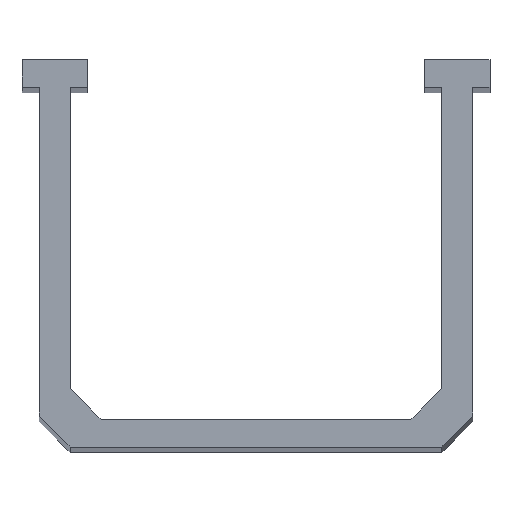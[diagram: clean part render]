
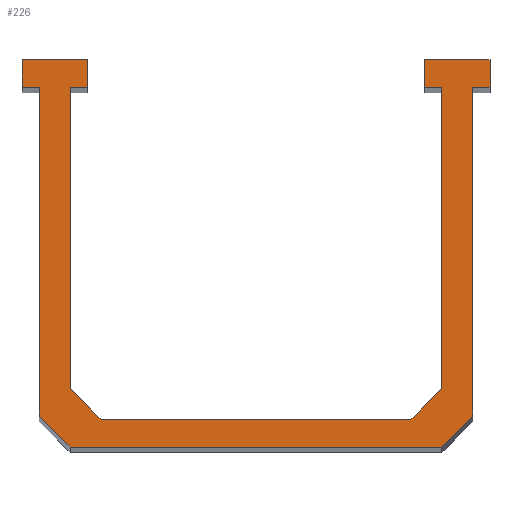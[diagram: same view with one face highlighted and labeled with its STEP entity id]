
A CAD part, top view. The second image highlights one B-rep face of the part: STEP entity #226.
In plain terms, the highlighted planar face has unit normal (0, 0, 1).
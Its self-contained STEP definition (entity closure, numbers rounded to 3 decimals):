
#1 = VERTEX_POINT ( 'NONE', #256 ) ;
#7 = DIRECTION ( 'NONE',  ( 1., 0., 0. ) ) ;
#12 = DIRECTION ( 'NONE',  ( 0., 1., 0. ) ) ;
#16 = VERTEX_POINT ( 'NONE', #458 ) ;
#25 = EDGE_CURVE ( 'NONE', #615, #815, #265, .T. ) ;
#31 = VERTEX_POINT ( 'NONE', #480 ) ;
#32 = ORIENTED_EDGE ( 'NONE', *, *, #721, .F. ) ;
#33 = DIRECTION ( 'NONE',  ( -0.707, 0.707, 0. ) ) ;
#37 = CARTESIAN_POINT ( 'NONE',  ( -14., 10.714, 200. ) ) ;
#45 = DIRECTION ( 'NONE',  ( 0., 1., 0. ) ) ;
#50 = CARTESIAN_POINT ( 'NONE',  ( 12., -12.5, 200. ) ) ;
#51 = VERTEX_POINT ( 'NONE', #395 ) ;
#58 = VERTEX_POINT ( 'NONE', #698 ) ;
#71 = CARTESIAN_POINT ( 'NONE',  ( 10.9, 10.714, 200. ) ) ;
#74 = EDGE_CURVE ( 'NONE', #58, #815, #94, .T. ) ;
#93 = EDGE_CURVE ( 'NONE', #648, #220, #171, .T. ) ;
#94 = LINE ( 'NONE', #102, #156 ) ;
#98 = ORIENTED_EDGE ( 'NONE', *, *, #74, .T. ) ;
#102 = CARTESIAN_POINT ( 'NONE',  ( 10., -10.714, 200. ) ) ;
#105 = VECTOR ( 'NONE', #730, 1000. ) ;
#108 = EDGE_CURVE ( 'NONE', #464, #247, #467, .T. ) ;
#114 = LINE ( 'NONE', #398, #635 ) ;
#117 = CARTESIAN_POINT ( 'NONE',  ( 0., -10.714, 200. ) ) ;
#126 = CARTESIAN_POINT ( 'NONE',  ( -12., -8.714, 200. ) ) ;
#127 = EDGE_CURVE ( 'NONE', #615, #626, #204, .T. ) ;
#141 = ORIENTED_EDGE ( 'NONE', *, *, #441, .F. ) ;
#144 = CARTESIAN_POINT ( 'NONE',  ( 0., 10.714, 200. ) ) ;
#145 = VERTEX_POINT ( 'NONE', #486 ) ;
#147 = CARTESIAN_POINT ( 'NONE',  ( 15.1, 12.5, 200. ) ) ;
#148 = VECTOR ( 'NONE', #869, 1000. ) ;
#149 = ORIENTED_EDGE ( 'NONE', *, *, #361, .F. ) ;
#155 = ORIENTED_EDGE ( 'NONE', *, *, #789, .T. ) ;
#156 = VECTOR ( 'NONE', #749, 1000. ) ;
#158 = LINE ( 'NONE', #444, #882 ) ;
#166 = VECTOR ( 'NONE', #375, 1000. ) ;
#171 = LINE ( 'NONE', #277, #437 ) ;
#179 = EDGE_CURVE ( 'NONE', #1, #604, #183, .T. ) ;
#183 = LINE ( 'NONE', #940, #389 ) ;
#189 = EDGE_LOOP ( 'NONE', ( #32, #614, #359, #203, #476, #301, #322, #874, #376, #155, #149, #98, #642, #684, #910, #231, #412, #388, #653, #141 ) ) ;
#195 = DIRECTION ( 'NONE',  ( 1., 0., 0. ) ) ;
#202 = VECTOR ( 'NONE', #378, 1000. ) ;
#203 = ORIENTED_EDGE ( 'NONE', *, *, #108, .T. ) ;
#204 = LINE ( 'NONE', #271, #517 ) ;
#205 = DIRECTION ( 'NONE',  ( 0.707, -0.707, 0. ) ) ;
#210 = CARTESIAN_POINT ( 'NONE',  ( -10., -10.714, 200. ) ) ;
#212 = CARTESIAN_POINT ( 'NONE',  ( 0., 10.714, 200. ) ) ;
#220 = VERTEX_POINT ( 'NONE', #221 ) ;
#221 = CARTESIAN_POINT ( 'NONE',  ( -10.9, 12.5, 200. ) ) ;
#226 = ADVANCED_FACE ( 'NONE', ( #877 ), #360, .T. ) ;
#231 = ORIENTED_EDGE ( 'NONE', *, *, #402, .T. ) ;
#232 = DIRECTION ( 'NONE',  ( 0., 1., 0. ) ) ;
#239 = EDGE_CURVE ( 'NONE', #16, #290, #420, .T. ) ;
#247 = VERTEX_POINT ( 'NONE', #365 ) ;
#256 = CARTESIAN_POINT ( 'NONE',  ( -15.1, 10.714, 200. ) ) ;
#265 = LINE ( 'NONE', #117, #647 ) ;
#267 = VECTOR ( 'NONE', #7, 1000. ) ;
#271 = CARTESIAN_POINT ( 'NONE',  ( -12., -8.714, 200. ) ) ;
#272 = CARTESIAN_POINT ( 'NONE',  ( -15.1, 12.5, 200. ) ) ;
#277 = CARTESIAN_POINT ( 'NONE',  ( -10.9, 0., 200. ) ) ;
#290 = VERTEX_POINT ( 'NONE', #147 ) ;
#291 = CARTESIAN_POINT ( 'NONE',  ( -12., -12.5, 200. ) ) ;
#295 = EDGE_CURVE ( 'NONE', #604, #220, #799, .T. ) ;
#300 = CARTESIAN_POINT ( 'NONE',  ( 0., 10.714, 200. ) ) ;
#301 = ORIENTED_EDGE ( 'NONE', *, *, #638, .T. ) ;
#309 = LINE ( 'NONE', #300, #166 ) ;
#315 = VERTEX_POINT ( 'NONE', #742 ) ;
#322 = ORIENTED_EDGE ( 'NONE', *, *, #354, .T. ) ;
#337 = CARTESIAN_POINT ( 'NONE',  ( -10.9, 10.714, 200. ) ) ;
#347 = EDGE_CURVE ( 'NONE', #912, #16, #816, .T. ) ;
#350 = VECTOR ( 'NONE', #391, 1000. ) ;
#352 = CARTESIAN_POINT ( 'NONE',  ( 0., 12.5, 200. ) ) ;
#354 = EDGE_CURVE ( 'NONE', #31, #290, #891, .T. ) ;
#359 = ORIENTED_EDGE ( 'NONE', *, *, #873, .T. ) ;
#360 = PLANE ( 'NONE',  #818 ) ;
#361 = EDGE_CURVE ( 'NONE', #58, #51, #793, .T. ) ;
#365 = CARTESIAN_POINT ( 'NONE',  ( 14., -10.5, 200. ) ) ;
#367 = DIRECTION ( 'NONE',  ( 1., 0., 0. ) ) ;
#375 = DIRECTION ( 'NONE',  ( 1., 0., 0. ) ) ;
#376 = ORIENTED_EDGE ( 'NONE', *, *, #347, .F. ) ;
#378 = DIRECTION ( 'NONE',  ( 0.707, 0.707, 0. ) ) ;
#386 = VECTOR ( 'NONE', #803, 1000. ) ;
#388 = ORIENTED_EDGE ( 'NONE', *, *, #295, .F. ) ;
#389 = VECTOR ( 'NONE', #572, 1000. ) ;
#391 = DIRECTION ( 'NONE',  ( -1., 0., 0. ) ) ;
#395 = CARTESIAN_POINT ( 'NONE',  ( 12., 10.714, 200. ) ) ;
#398 = CARTESIAN_POINT ( 'NONE',  ( -14., 0., 200. ) ) ;
#402 = EDGE_CURVE ( 'NONE', #145, #648, #876, .T. ) ;
#403 = VECTOR ( 'NONE', #900, 1000. ) ;
#412 = ORIENTED_EDGE ( 'NONE', *, *, #93, .T. ) ;
#420 = LINE ( 'NONE', #810, #105 ) ;
#422 = CARTESIAN_POINT ( 'NONE',  ( -12., 0., 200. ) ) ;
#432 = CARTESIAN_POINT ( 'NONE',  ( 0., 0., 200. ) ) ;
#437 = VECTOR ( 'NONE', #681, 1000. ) ;
#441 = EDGE_CURVE ( 'NONE', #445, #1, #620, .T. ) ;
#444 = CARTESIAN_POINT ( 'NONE',  ( 14., 0., 200. ) ) ;
#445 = VERTEX_POINT ( 'NONE', #37 ) ;
#452 = CARTESIAN_POINT ( 'NONE',  ( 12.25, -12.25, 200. ) ) ;
#458 = CARTESIAN_POINT ( 'NONE',  ( 10.9, 12.5, 200. ) ) ;
#464 = VERTEX_POINT ( 'NONE', #50 ) ;
#467 = LINE ( 'NONE', #452, #202 ) ;
#476 = ORIENTED_EDGE ( 'NONE', *, *, #855, .T. ) ;
#480 = CARTESIAN_POINT ( 'NONE',  ( 15.1, 10.714, 200. ) ) ;
#486 = CARTESIAN_POINT ( 'NONE',  ( -12., 10.714, 200. ) ) ;
#495 = LINE ( 'NONE', #867, #817 ) ;
#501 = DIRECTION ( 'NONE',  ( 1., 0., 0. ) ) ;
#517 = VECTOR ( 'NONE', #33, 1000. ) ;
#519 = CARTESIAN_POINT ( 'NONE',  ( 15.1, 0., 200. ) ) ;
#520 = LINE ( 'NONE', #822, #403 ) ;
#555 = VECTOR ( 'NONE', #232, 1000. ) ;
#572 = DIRECTION ( 'NONE',  ( 0., 1., 0. ) ) ;
#575 = CARTESIAN_POINT ( 'NONE',  ( 14., 10.714, 200. ) ) ;
#578 = LINE ( 'NONE', #422, #386 ) ;
#589 = VECTOR ( 'NONE', #367, 1000. ) ;
#604 = VERTEX_POINT ( 'NONE', #272 ) ;
#614 = ORIENTED_EDGE ( 'NONE', *, *, #616, .T. ) ;
#615 = VERTEX_POINT ( 'NONE', #210 ) ;
#616 = EDGE_CURVE ( 'NONE', #315, #934, #495, .T. ) ;
#620 = LINE ( 'NONE', #702, #350 ) ;
#622 = EDGE_CURVE ( 'NONE', #626, #145, #578, .T. ) ;
#626 = VERTEX_POINT ( 'NONE', #126 ) ;
#635 = VECTOR ( 'NONE', #45, 1000. ) ;
#638 = EDGE_CURVE ( 'NONE', #951, #31, #950, .T. ) ;
#642 = ORIENTED_EDGE ( 'NONE', *, *, #25, .F. ) ;
#647 = VECTOR ( 'NONE', #195, 1000. ) ;
#648 = VERTEX_POINT ( 'NONE', #337 ) ;
#653 = ORIENTED_EDGE ( 'NONE', *, *, #179, .F. ) ;
#681 = DIRECTION ( 'NONE',  ( 0., 1., 0. ) ) ;
#684 = ORIENTED_EDGE ( 'NONE', *, *, #127, .T. ) ;
#698 = CARTESIAN_POINT ( 'NONE',  ( 12., -8.714, 200. ) ) ;
#702 = CARTESIAN_POINT ( 'NONE',  ( 0., 10.714, 200. ) ) ;
#719 = CARTESIAN_POINT ( 'NONE',  ( 12., 0., 200. ) ) ;
#721 = EDGE_CURVE ( 'NONE', #315, #445, #114, .T. ) ;
#730 = DIRECTION ( 'NONE',  ( 1., 0., 0. ) ) ;
#733 = DIRECTION ( 'NONE',  ( 1., 0., 0. ) ) ;
#739 = CARTESIAN_POINT ( 'NONE',  ( 10.9, 0., 200. ) ) ;
#742 = CARTESIAN_POINT ( 'NONE',  ( -14., -10.5, 200. ) ) ;
#749 = DIRECTION ( 'NONE',  ( -0.707, -0.707, 0. ) ) ;
#789 = EDGE_CURVE ( 'NONE', #912, #51, #309, .T. ) ;
#793 = LINE ( 'NONE', #719, #888 ) ;
#799 = LINE ( 'NONE', #352, #267 ) ;
#803 = DIRECTION ( 'NONE',  ( 0., 1., 0. ) ) ;
#810 = CARTESIAN_POINT ( 'NONE',  ( 0., 12.5, 200. ) ) ;
#815 = VERTEX_POINT ( 'NONE', #824 ) ;
#816 = LINE ( 'NONE', #739, #555 ) ;
#817 = VECTOR ( 'NONE', #205, 1000. ) ;
#818 = AXIS2_PLACEMENT_3D ( 'NONE', #432, #949, #733 ) ;
#822 = CARTESIAN_POINT ( 'NONE',  ( 0., -12.5, 200. ) ) ;
#824 = CARTESIAN_POINT ( 'NONE',  ( 10., -10.714, 200. ) ) ;
#855 = EDGE_CURVE ( 'NONE', #247, #951, #158, .T. ) ;
#867 = CARTESIAN_POINT ( 'NONE',  ( -12.25, -12.25, 200. ) ) ;
#869 = DIRECTION ( 'NONE',  ( 0., 1., 0. ) ) ;
#873 = EDGE_CURVE ( 'NONE', #934, #464, #520, .T. ) ;
#874 = ORIENTED_EDGE ( 'NONE', *, *, #239, .F. ) ;
#876 = LINE ( 'NONE', #212, #589 ) ;
#877 = FACE_OUTER_BOUND ( 'NONE', #189, .T. ) ;
#882 = VECTOR ( 'NONE', #898, 1000. ) ;
#888 = VECTOR ( 'NONE', #12, 1000. ) ;
#891 = LINE ( 'NONE', #519, #148 ) ;
#898 = DIRECTION ( 'NONE',  ( 0., 1., 0. ) ) ;
#900 = DIRECTION ( 'NONE',  ( 1., 0., 0. ) ) ;
#910 = ORIENTED_EDGE ( 'NONE', *, *, #622, .T. ) ;
#912 = VERTEX_POINT ( 'NONE', #71 ) ;
#915 = VECTOR ( 'NONE', #501, 1000. ) ;
#934 = VERTEX_POINT ( 'NONE', #291 ) ;
#940 = CARTESIAN_POINT ( 'NONE',  ( -15.1, 0., 200. ) ) ;
#949 = DIRECTION ( 'NONE',  ( 0., 0., 1. ) ) ;
#950 = LINE ( 'NONE', #144, #915 ) ;
#951 = VERTEX_POINT ( 'NONE', #575 ) ;
